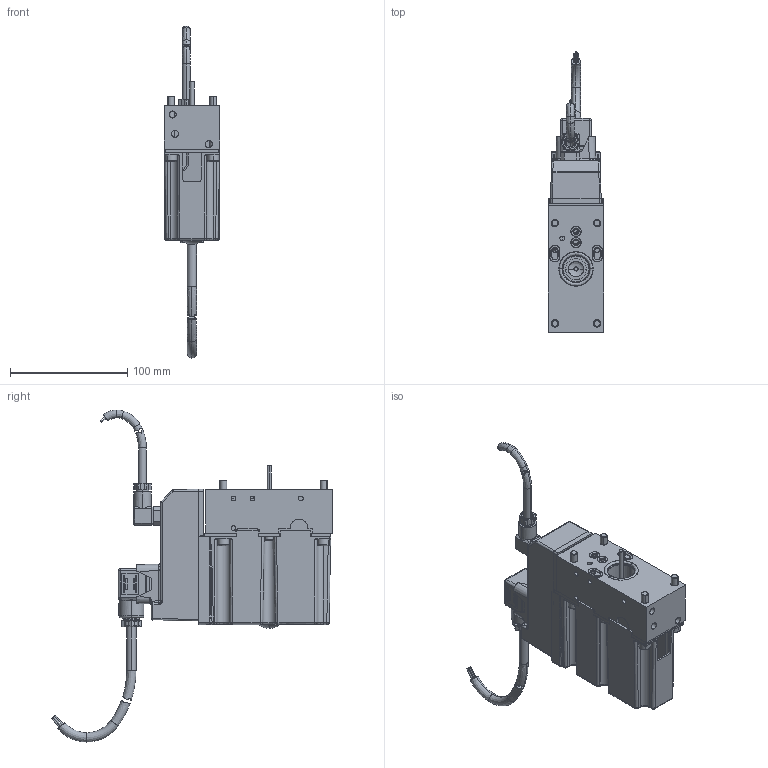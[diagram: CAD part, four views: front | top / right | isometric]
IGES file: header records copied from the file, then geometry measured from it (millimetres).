
Start section: SolidWorks IGES file using analytic representation for surfaces
Global section: file name: MHPEPX.igs; native system: SolidWorks 2014; preprocessor: SolidWorks 2014; author: arutput15; date: 141004.142545; units: millimetre
Bounding box: 47 x 239.56 x 283.17 mm (x, y, z)
Surface area: 126767.5 mm2 (no closed solid volume)
Topology: 0 solids, 0 shells, 1044 faces, 12763 edges, 12733 vertices
Faces by surface type: bspline 682, revolution 362
